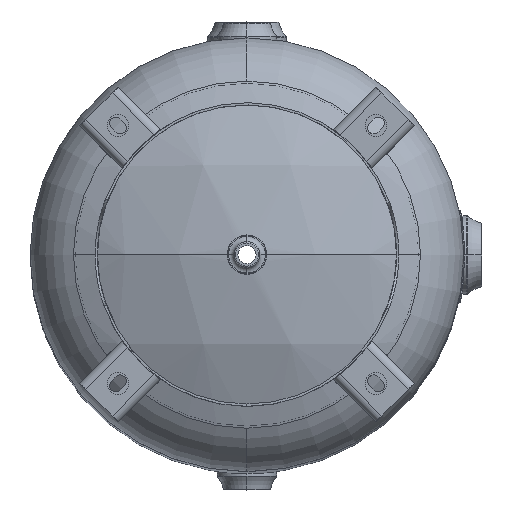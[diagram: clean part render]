
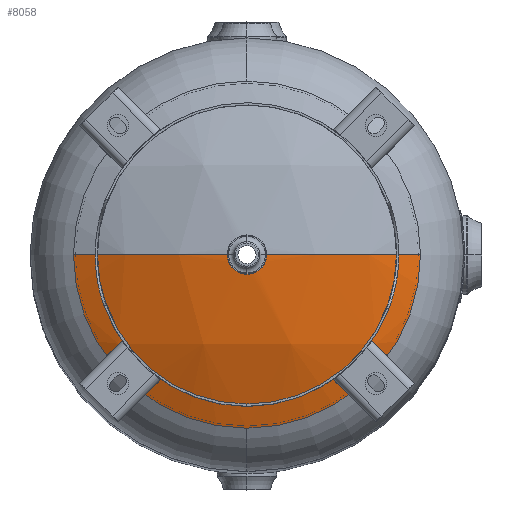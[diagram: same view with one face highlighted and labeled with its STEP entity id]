
A CAD part, top view. The second image highlights one B-rep face of the part: STEP entity #8058.
In plain terms, the highlighted spherical face has radius 457.2 mm.
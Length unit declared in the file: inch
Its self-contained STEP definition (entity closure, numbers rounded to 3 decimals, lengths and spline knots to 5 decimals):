
#522 = CARTESIAN_POINT ( 'NONE',  ( 0., 0., 29.62452 ) ) ;
#523 = DIRECTION ( 'NONE',  ( 0., 0., -1. ) ) ;
#524 = DIRECTION ( 'NONE',  ( 0., 1., 0. ) ) ;
#797 = CARTESIAN_POINT ( 'NONE',  ( 0., 0., 13.5 ) ) ;
#798 = DIRECTION ( 'NONE',  ( 0., 1., 0. ) ) ;
#799 = DIRECTION ( 'NONE',  ( 0., 0., 1. ) ) ;
#861 = CARTESIAN_POINT ( 'NONE',  ( 0., 0., 31.49011 ) ) ;
#862 = DIRECTION ( 'NONE',  ( 0., 0., 1. ) ) ;
#863 = DIRECTION ( 'NONE',  ( -1., 0., 0. ) ) ;
#933 = CARTESIAN_POINT ( 'NONE',  ( 0., 0., 13.5 ) ) ;
#934 = DIRECTION ( 'NONE',  ( 0., -1., 0. ) ) ;
#935 = DIRECTION ( 'NONE',  ( 1., 0., 0. ) ) ;
#1008 = CARTESIAN_POINT ( 'NONE',  ( 0., 0., 29.62452 ) ) ;
#1009 = DIRECTION ( 'NONE',  ( 0., 0., -1. ) ) ;
#1010 = DIRECTION ( 'NONE',  ( 0., 1., 0. ) ) ;
#1699 = AXIS2_PLACEMENT_3D ( 'NONE', #9512, #9523, #9524 ) ;
#3118 = VERTEX_POINT ( 'NONE', #5789 ) ;
#5789 = CARTESIAN_POINT ( 'NONE',  ( 0.5965, 0., 31.49011 ) ) ;
#6742 = ORIENTED_EDGE ( 'NONE', *, *, #10487, .F. ) ;
#6743 = ORIENTED_EDGE ( 'NONE', *, *, #10489, .T. ) ;
#6744 = ORIENTED_EDGE ( 'NONE', *, *, #10492, .F. ) ;
#6745 = ORIENTED_EDGE ( 'NONE', *, *, #10477, .F. ) ;
#6746 = ORIENTED_EDGE ( 'NONE', *, *, #10484, .F. ) ;
#6779 = VERTEX_POINT ( 'NONE', #9232 ) ;
#6792 = VERTEX_POINT ( 'NONE', #9245 ) ;
#6845 = VERTEX_POINT ( 'NONE', #9298 ) ;
#6847 = VERTEX_POINT ( 'NONE', #9300 ) ;
#8058 = ADVANCED_FACE ( 'NONE', ( #9519 ), #9520, .T. ) ;
#9232 = CARTESIAN_POINT ( 'NONE',  ( 8., 0., 29.62452 ) ) ;
#9245 = CARTESIAN_POINT ( 'NONE',  ( -0.5965, 0., 31.49011 ) ) ;
#9298 = CARTESIAN_POINT ( 'NONE',  ( 0., -8., 29.62452 ) ) ;
#9300 = CARTESIAN_POINT ( 'NONE',  ( -8., 0., 29.62452 ) ) ;
#9512 = CARTESIAN_POINT ( 'NONE',  ( 0., 0., 13.5 ) ) ;
#9519 = FACE_OUTER_BOUND ( 'NONE', #10722, .T. ) ;
#9520 = SPHERICAL_SURFACE ( 'NONE', #1699, 18. ) ;
#9523 = DIRECTION ( 'NONE',  ( 0., -1., 0. ) ) ;
#9524 = DIRECTION ( 'NONE',  ( 1., 0., 0. ) ) ;
#9847 = AXIS2_PLACEMENT_3D ( 'NONE', #1008, #1009, #1010 ) ;
#9850 = AXIS2_PLACEMENT_3D ( 'NONE', #933, #934, #935 ) ;
#9851 = CIRCLE ( 'NONE', #9850, 18. ) ;
#9852 = AXIS2_PLACEMENT_3D ( 'NONE', #861, #862, #863 ) ;
#9853 = CIRCLE ( 'NONE', #9847, 8. ) ;
#9855 = AXIS2_PLACEMENT_3D ( 'NONE', #797, #798, #799 ) ;
#9856 = CIRCLE ( 'NONE', #9855, 18. ) ;
#9858 = CIRCLE ( 'NONE', #9852, 0.5965 ) ;
#9861 = AXIS2_PLACEMENT_3D ( 'NONE', #522, #523, #524 ) ;
#9863 = CIRCLE ( 'NONE', #9861, 8. ) ;
#10477 = EDGE_CURVE ( 'NONE', #6779, #6845, #9863, .T. ) ;
#10484 = EDGE_CURVE ( 'NONE', #3118, #6779, #9856, .T. ) ;
#10487 = EDGE_CURVE ( 'NONE', #6792, #3118, #9858, .T. ) ;
#10489 = EDGE_CURVE ( 'NONE', #6792, #6847, #9851, .T. ) ;
#10492 = EDGE_CURVE ( 'NONE', #6845, #6847, #9853, .T. ) ;
#10722 = EDGE_LOOP ( 'NONE', ( #6742, #6743, #6744, #6745, #6746 ) ) ;
